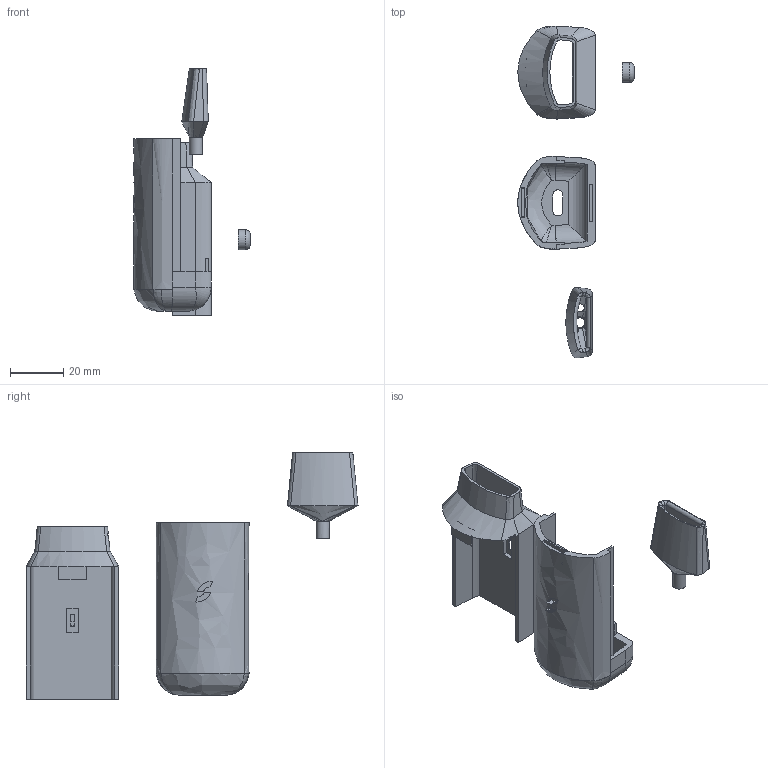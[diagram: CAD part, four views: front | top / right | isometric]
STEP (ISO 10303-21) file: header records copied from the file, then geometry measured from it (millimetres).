
FILE_DESCRIPTION(('HOOPS Exchange Step'),'2;1');
FILE_NAME('temp_export','2025-06-22T17:08:27+06:-30',('jaagrav.seal'),('Shapr3D Limited'),'HOOPS Exchange 2024.8','Shapr3D','Authorized');
FILE_SCHEMA( ('AP242_MANAGED_MODEL_BASED_3D_ENGINEERING_MIM_LF {1 0 10303 442 1 1 4}') );
Length unit declared in the file: millimetre
Products named in the file (1): root
Bounding box: 43.87 x 125.22 x 92.89 mm (x, y, z)
Volume: 12761.5 mm3; surface area: 22244.1 mm2
Topology: 3 solids, 4 shells, 316 faces, 862 edges, 555 vertices
Faces by surface type: plane 171, bspline 104, cylinder 32, extrusion 6, offset 2, torus 1
Full cylindrical faces by diameter (mm): 3 x1, 3.65 x1, 5 x1, 7.5 x2
Entity records: 41066 total; most frequent: CARTESIAN_POINT 34004, ORIENTED_EDGE 1710, DIRECTION 1012, EDGE_CURVE 855, VERTEX_POINT 555, VECTOR 416, LINE 408, B_SPLINE_CURVE_WITH_KNOTS 357
